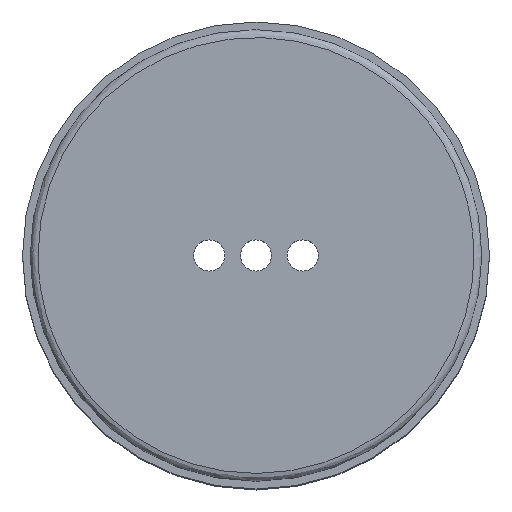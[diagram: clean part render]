
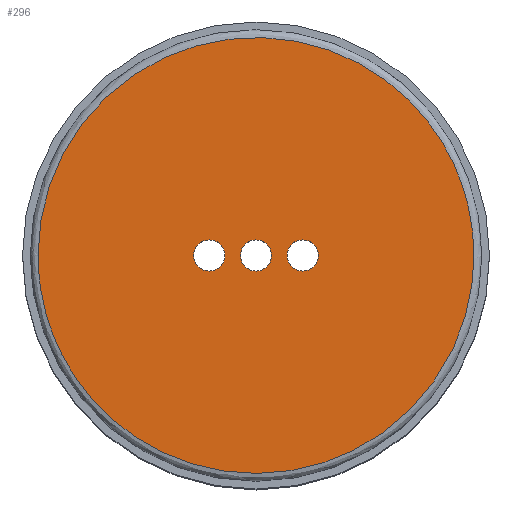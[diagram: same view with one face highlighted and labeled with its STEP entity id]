
A CAD part, top view. The second image highlights one B-rep face of the part: STEP entity #296.
In plain terms, the highlighted planar face has unit normal (0, 0, 1).
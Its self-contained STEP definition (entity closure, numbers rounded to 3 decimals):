
#9 = ORIENTED_EDGE ( 'NONE', *, *, #413, .T. ) ;
#13 = FACE_BOUND ( 'NONE', #520, .T. ) ;
#16 = DIRECTION ( 'NONE',  ( -1., 0., 0. ) ) ;
#30 = ORIENTED_EDGE ( 'NONE', *, *, #515, .T. ) ;
#41 = VERTEX_POINT ( 'NONE', #726 ) ;
#50 = CARTESIAN_POINT ( 'NONE',  ( 14., 0., 16. ) ) ;
#116 = FACE_BOUND ( 'NONE', #612, .T. ) ;
#124 = CARTESIAN_POINT ( 'NONE',  ( 14., 0., 16. ) ) ;
#130 = CARTESIAN_POINT ( 'NONE',  ( 3., 0., 16. ) ) ;
#133 = DIRECTION ( 'NONE',  ( -1., 0., 0. ) ) ;
#143 = DIRECTION ( 'NONE',  ( 0., 0., -1. ) ) ;
#159 = ORIENTED_EDGE ( 'NONE', *, *, #460, .F. ) ;
#173 = CARTESIAN_POINT ( 'NONE',  ( -14., 0., 16. ) ) ;
#177 = FACE_OUTER_BOUND ( 'NONE', #814, .T. ) ;
#282 = AXIS2_PLACEMENT_3D ( 'NONE', #383, #143, #16 ) ;
#296 = ADVANCED_FACE ( 'NONE', ( #177, #13, #734, #116 ), #361, .T. ) ;
#348 = EDGE_LOOP ( 'NONE', ( #9 ) ) ;
#350 = AXIS2_PLACEMENT_3D ( 'NONE', #130, #780, #133 ) ;
#359 = CARTESIAN_POINT ( 'NONE',  ( -14., -28., 16. ) ) ;
#361 = PLANE ( 'NONE',  #709 ) ;
#364 = CIRCLE ( 'NONE', #587, 1. ) ;
#366 = CARTESIAN_POINT ( 'NONE',  ( 14., 0., 16. ) ) ;
#383 = CARTESIAN_POINT ( 'NONE',  ( 0., 0., 16. ) ) ;
#413 = EDGE_CURVE ( 'NONE', #529, #529, #600, .T. ) ;
#430 = CARTESIAN_POINT ( 'NONE',  ( -14., 28., 16. ) ) ;
#435 = DIRECTION ( 'NONE',  ( -1., 0., 0. ) ) ;
#460 = EDGE_CURVE ( 'NONE', #468, #468, #509, .T. ) ;
#468 = VERTEX_POINT ( 'NONE', #50 ) ;
#496 = CARTESIAN_POINT ( 'NONE',  ( 14., -28., 16. ) ) ;
#509 =( BOUNDED_CURVE ( )  B_SPLINE_CURVE ( 3, ( #366, #496, #359, #173, #430, #757, #124 ),
 .UNSPECIFIED., .T., .F. ) 
 B_SPLINE_CURVE_WITH_KNOTS ( ( 4, 3, 4 ),
 ( 0., 0.5, 1. ),
 .UNSPECIFIED. ) 
 CURVE ( )  GEOMETRIC_REPRESENTATION_ITEM ( )  RATIONAL_B_SPLINE_CURVE ( ( 1., 0.333, 0.333, 1., 0.333, 0.333, 1. ) ) 
 REPRESENTATION_ITEM ( '' )  );
#515 = EDGE_CURVE ( 'NONE', #41, #41, #364, .T. ) ;
#520 = EDGE_LOOP ( 'NONE', ( #30 ) ) ;
#529 = VERTEX_POINT ( 'NONE', #768 ) ;
#541 = DIRECTION ( 'NONE',  ( 0., 0., 1. ) ) ;
#547 = DIRECTION ( 'NONE',  ( 0., 0., -1. ) ) ;
#556 = EDGE_CURVE ( 'NONE', #705, #705, #696, .T. ) ;
#587 = AXIS2_PLACEMENT_3D ( 'NONE', #772, #547, #435 ) ;
#600 = CIRCLE ( 'NONE', #282, 1. ) ;
#612 = EDGE_LOOP ( 'NONE', ( #800 ) ) ;
#676 = DIRECTION ( 'NONE',  ( 1., 0., 0. ) ) ;
#696 = CIRCLE ( 'NONE', #350, 1. ) ;
#705 = VERTEX_POINT ( 'NONE', #710 ) ;
#709 = AXIS2_PLACEMENT_3D ( 'NONE', #821, #541, #676 ) ;
#710 = CARTESIAN_POINT ( 'NONE',  ( 2., 0., 16. ) ) ;
#726 = CARTESIAN_POINT ( 'NONE',  ( -4., 0., 16. ) ) ;
#734 = FACE_BOUND ( 'NONE', #348, .T. ) ;
#757 = CARTESIAN_POINT ( 'NONE',  ( 14., 28., 16. ) ) ;
#768 = CARTESIAN_POINT ( 'NONE',  ( -1., 0., 16. ) ) ;
#772 = CARTESIAN_POINT ( 'NONE',  ( -3., 0., 16. ) ) ;
#780 = DIRECTION ( 'NONE',  ( 0., 0., -1. ) ) ;
#800 = ORIENTED_EDGE ( 'NONE', *, *, #556, .T. ) ;
#814 = EDGE_LOOP ( 'NONE', ( #159 ) ) ;
#821 = CARTESIAN_POINT ( 'NONE',  ( -14.5, 0., 16. ) ) ;
